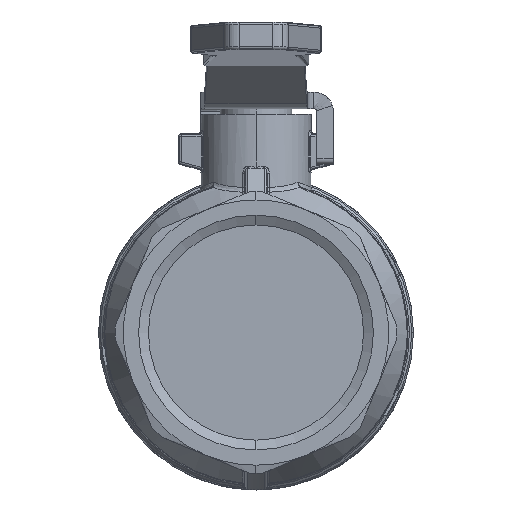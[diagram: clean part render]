
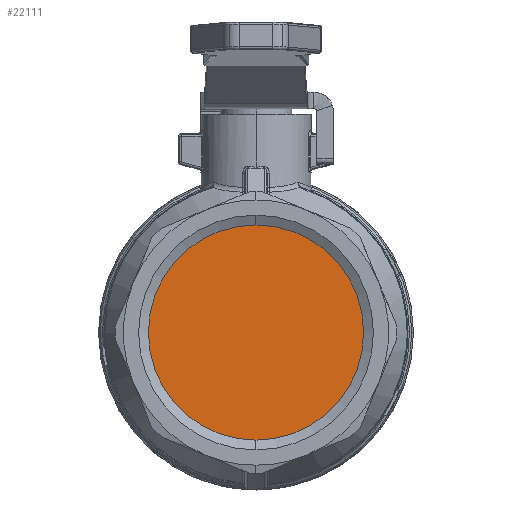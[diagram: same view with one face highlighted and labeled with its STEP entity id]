
A CAD part, left-side view. The second image highlights one B-rep face of the part: STEP entity #22111.
In plain terms, the highlighted planar face has unit normal (-1, 0, 0).
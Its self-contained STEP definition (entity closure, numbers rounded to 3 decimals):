
#1564=CARTESIAN_POINT('',(-24.5,0.,19.476));
#1565=VERTEX_POINT('',#1564);
#1581=CARTESIAN_POINT('',(-24.5,-0.,-19.476));
#1582=VERTEX_POINT('',#1581);
#1589=CARTESIAN_POINT('',(-24.5,-0.,-0.));
#1590=DIRECTION('',(-1.,-0.,-0.));
#1591=DIRECTION('',(-0.,0.,1.));
#1592=AXIS2_PLACEMENT_3D('',#1589,#1590,#1591);
#1593=CIRCLE('',#1592,19.476);
#1594=EDGE_CURVE('',#1565,#1582,#1593,.T.);
#22096=CARTESIAN_POINT('',(-24.5,0.,17.238));
#22097=DIRECTION('',(1.,0.,0.));
#22098=DIRECTION('',(-0.,0.,1.));
#22099=AXIS2_PLACEMENT_3D('',#22096,#22097,#22098);
#22100=PLANE('',#22099);
#22101=CARTESIAN_POINT('',(-24.5,-0.,-0.));
#22102=DIRECTION('',(-1.,-0.,-0.));
#22103=DIRECTION('',(-0.,0.,1.));
#22104=AXIS2_PLACEMENT_3D('',#22101,#22102,#22103);
#22105=CIRCLE('',#22104,19.476);
#22106=EDGE_CURVE('',#1582,#1565,#22105,.T.);
#22107=ORIENTED_EDGE('',*,*,#22106,.T.);
#22108=ORIENTED_EDGE('',*,*,#1594,.T.);
#22109=EDGE_LOOP('',(#22107,#22108));
#22110=FACE_BOUND('',#22109,.T.);
#22111=ADVANCED_FACE('',(#22110),#22100,.F.);
